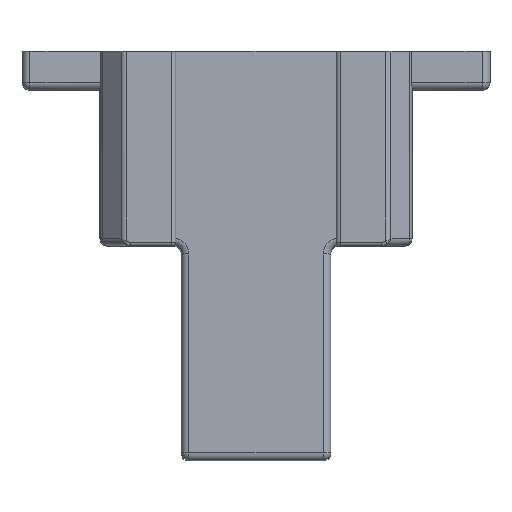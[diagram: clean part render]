
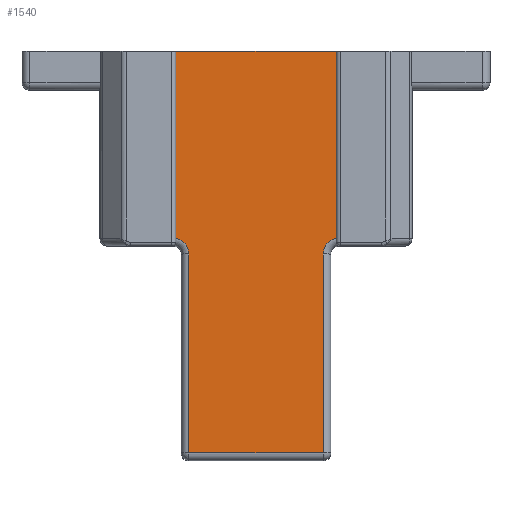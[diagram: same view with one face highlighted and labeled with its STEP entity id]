
A CAD part, top view. The second image highlights one B-rep face of the part: STEP entity #1540.
In plain terms, the highlighted planar face has unit normal (0, 0, 1).
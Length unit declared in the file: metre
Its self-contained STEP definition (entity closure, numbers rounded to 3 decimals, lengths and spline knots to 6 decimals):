
#86=ELLIPSE('',#1662,0.000707,0.0005);
#87=ELLIPSE('',#1663,0.000707,0.0005);
#110=CIRCLE('',#1660,0.002);
#111=CIRCLE('',#1661,0.002);
#246=ORIENTED_EDGE('',*,*,#706,.F.);
#247=ORIENTED_EDGE('',*,*,#707,.T.);
#248=ORIENTED_EDGE('',*,*,#708,.T.);
#249=ORIENTED_EDGE('',*,*,#709,.T.);
#250=ORIENTED_EDGE('',*,*,#710,.T.);
#251=ORIENTED_EDGE('',*,*,#711,.T.);
#252=ORIENTED_EDGE('',*,*,#712,.F.);
#253=ORIENTED_EDGE('',*,*,#713,.T.);
#254=ORIENTED_EDGE('',*,*,#714,.T.);
#255=ORIENTED_EDGE('',*,*,#715,.T.);
#256=ORIENTED_EDGE('',*,*,#716,.F.);
#257=ORIENTED_EDGE('',*,*,#717,.T.);
#706=EDGE_CURVE('',#935,#936,#1071,.T.);
#707=EDGE_CURVE('',#935,#937,#110,.T.);
#708=EDGE_CURVE('',#937,#938,#1072,.F.);
#709=EDGE_CURVE('',#938,#939,#1073,.F.);
#710=EDGE_CURVE('',#939,#940,#1074,.T.);
#711=EDGE_CURVE('',#940,#941,#111,.T.);
#712=EDGE_CURVE('',#942,#941,#1075,.T.);
#713=EDGE_CURVE('',#942,#943,#86,.T.);
#714=EDGE_CURVE('',#943,#944,#1076,.T.);
#715=EDGE_CURVE('',#944,#945,#1077,.T.);
#716=EDGE_CURVE('',#946,#945,#1078,.T.);
#717=EDGE_CURVE('',#946,#936,#87,.T.);
#935=VERTEX_POINT('',#2479);
#936=VERTEX_POINT('',#2480);
#937=VERTEX_POINT('',#2482);
#938=VERTEX_POINT('',#2484);
#939=VERTEX_POINT('',#2486);
#940=VERTEX_POINT('',#2488);
#941=VERTEX_POINT('',#2490);
#942=VERTEX_POINT('',#2492);
#943=VERTEX_POINT('',#2494);
#944=VERTEX_POINT('',#2496);
#945=VERTEX_POINT('',#2498);
#946=VERTEX_POINT('',#2500);
#1071=LINE('',#2478,#1196);
#1072=LINE('',#2483,#1197);
#1073=LINE('',#2485,#1198);
#1074=LINE('',#2487,#1199);
#1075=LINE('',#2491,#1200);
#1076=LINE('',#2495,#1201);
#1077=LINE('',#2497,#1202);
#1078=LINE('',#2499,#1203);
#1196=VECTOR('',#1920,1.);
#1197=VECTOR('',#1923,1.);
#1198=VECTOR('',#1924,1.);
#1199=VECTOR('',#1925,1.);
#1200=VECTOR('',#1928,1.);
#1201=VECTOR('',#1931,1.);
#1202=VECTOR('',#1932,1.);
#1203=VECTOR('',#1933,1.);
#1286=EDGE_LOOP('',(#246,#247,#248,#249,#250,#251,#252,#253,#254,#255,#256,
#257));
#1399=FACE_BOUND('',#1286,.T.);
#1510=PLANE('',#1659);
#1540=ADVANCED_FACE('',(#1399),#1510,.F.);
#1659=AXIS2_PLACEMENT_3D('',#2477,#1918,#1919);
#1660=AXIS2_PLACEMENT_3D('',#2481,#1921,#1922);
#1661=AXIS2_PLACEMENT_3D('',#2489,#1926,#1927);
#1662=AXIS2_PLACEMENT_3D('',#2493,#1929,#1930);
#1663=AXIS2_PLACEMENT_3D('',#2501,#1934,#1935);
#1918=DIRECTION('',(0.,0.,-1.));
#1919=DIRECTION('',(-1.,0.,0.));
#1920=DIRECTION('',(-1.,0.,0.));
#1921=DIRECTION('',(0.,0.,-1.));
#1922=DIRECTION('',(-1.,0.,0.));
#1923=DIRECTION('',(0.,1.,0.));
#1924=DIRECTION('',(-1.,0.,0.));
#1925=DIRECTION('',(0.,1.,0.));
#1926=DIRECTION('',(0.,0.,-1.));
#1927=DIRECTION('',(-1.,0.,0.));
#1928=DIRECTION('',(-1.,0.,0.));
#1929=DIRECTION('',(0.,0.,-1.));
#1930=DIRECTION('',(-1.,0.,0.));
#1931=DIRECTION('',(0.,1.,0.));
#1932=DIRECTION('',(-1.,0.,0.));
#1933=DIRECTION('',(0.,1.,0.));
#1934=DIRECTION('',(0.,0.,-1.));
#1935=DIRECTION('',(-1.,0.,0.));
#2477=CARTESIAN_POINT('',(0.,-0.008,0.131));
#2478=CARTESIAN_POINT('',(-0.0111,-0.025,0.131));
#2479=CARTESIAN_POINT('',(-0.012332,-0.025,0.131));
#2480=CARTESIAN_POINT('',(-0.013307,-0.025,0.131));
#2481=CARTESIAN_POINT('',(-0.0106,-0.026,0.131));
#2482=CARTESIAN_POINT('',(-0.0086,-0.026,0.131));
#2483=CARTESIAN_POINT('',(-0.0086,-0.0525,0.131));
#2484=CARTESIAN_POINT('',(-0.0086,-0.0515,0.131));
#2485=CARTESIAN_POINT('',(0.0096,-0.0515,0.131));
#2486=CARTESIAN_POINT('',(0.0086,-0.0515,0.131));
#2487=CARTESIAN_POINT('',(0.0086,-0.008,0.131));
#2488=CARTESIAN_POINT('',(0.0086,-0.026,0.131));
#2489=CARTESIAN_POINT('',(0.0106,-0.026,0.131));
#2490=CARTESIAN_POINT('',(0.012332,-0.025,0.131));
#2491=CARTESIAN_POINT('',(0.0111,-0.025,0.131));
#2492=CARTESIAN_POINT('',(0.013307,-0.025,0.131));
#2493=CARTESIAN_POINT('',(0.013307,-0.0245,0.131));
#2494=CARTESIAN_POINT('',(0.0126,-0.0245,0.131));
#2495=CARTESIAN_POINT('',(0.0126,-0.025,0.131));
#2496=CARTESIAN_POINT('',(0.0126,0.,0.131));
#2497=CARTESIAN_POINT('',(0.,0.,0.131));
#2498=CARTESIAN_POINT('',(-0.0126,0.,0.131));
#2499=CARTESIAN_POINT('',(-0.0126,-0.025,0.131));
#2500=CARTESIAN_POINT('',(-0.0126,-0.0245,0.131));
#2501=CARTESIAN_POINT('',(-0.013307,-0.0245,0.131));
